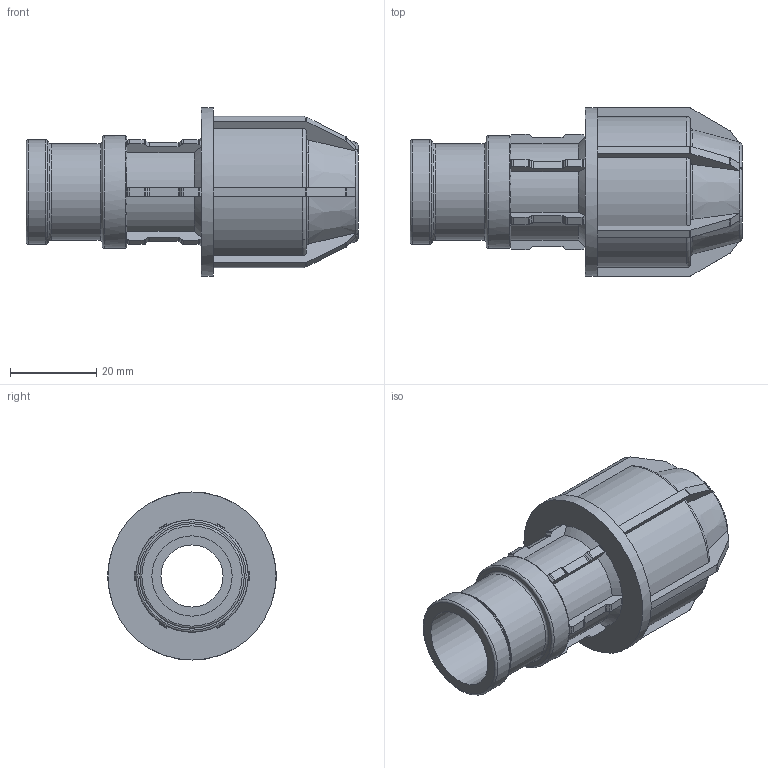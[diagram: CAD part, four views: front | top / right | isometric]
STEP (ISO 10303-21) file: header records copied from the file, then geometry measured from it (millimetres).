
FILE_DESCRIPTION(/* description */ ('PLASSON L.14 FEMALE ADAPTOR (SILVER) 16-1/2"'),/* implementation_level */ '2;1');
FILE_NAME(/* name */ '140300016005.ipt.stp',/* time_stamp */ '2018-04-09T13:03:02+03:00',/* author */ ('KIM'),/* organization */ (''),/* preprocessor_version */ 'ST-DEVELOPER v15.6',/* originating_system */ 'Autodesk Inventor 2015',/* authorisation */ '');
FILE_SCHEMA (('AUTOMOTIVE_DESIGN { 1 0 10303 214 3 1 1 }'));
Length unit declared in the file: millimetre
Products named in the file (1): 140300016005
Bounding box: 77 x 39 x 39 mm (x, y, z)
Volume: 32254 mm3; surface area: 14024.2 mm2
Topology: 1 solids, 1 shells, 255 faces, 703 edges, 445 vertices
Faces by surface type: plane 159, cylinder 68, torus 19, cone 9
Full cylindrical faces by diameter (mm): 14.4 x1, 16 x2, 18.631 x1, 22.357 x1, 24.22 x1, 26.083 x1, 39 x1
Entity records: 8052 total; most frequent: CARTESIAN_POINT 1831, ORIENTED_EDGE 1318, DIRECTION 1270, EDGE_CURVE 659, AXIS2_PLACEMENT_3D 458, VERTEX_POINT 431, LINE 354, VECTOR 354
